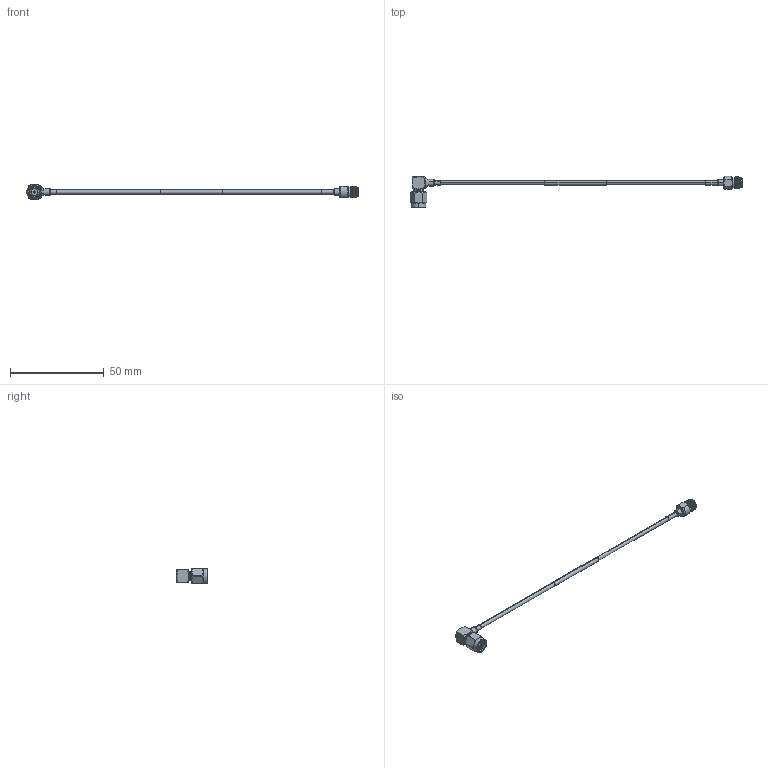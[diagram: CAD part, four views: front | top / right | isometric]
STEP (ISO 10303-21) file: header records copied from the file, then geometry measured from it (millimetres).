
FILE_DESCRIPTION (( 'STEP AP214' ), '1' );
FILE_NAME ('FMC00658_3D.step', '2023-02-23T03:01:28', ( '' ), ( '' ), 'SwSTEP 2.0', 'SolidWorks 2022', '' );
FILE_SCHEMA (( 'AUTOMOTIVE_DESIGN' ));
Length unit declared in the file: inch
Products named in the file (6): FMC00658_3D; heat shrink conn 1^FMC00658_conn 1; FM-SR086TB^FMC00658; SC3519A; SC7027^FMC00658; heat shrink conn 2^FMC00658
Assembly tree (5 placements, depth 2):
  FMC00658_3D
    FM-SR086TB^FMC00658
    SC7027^FMC00658
    SC3519A
    heat shrink conn 1^FMC00658_conn 1
    heat shrink conn 2^FMC00658
Bounding box: 177.5 x 16.84 x 7.94 mm (x, y, z)
Volume: 1565.8 mm3; surface area: 3080.9 mm2
Topology: 8 solids, 8 shells, 334 faces, 832 edges, 530 vertices
Faces by surface type: plane 165, cylinder 90, cone 55, torus 18, bspline 6
Entity records: 13403 total; most frequent: CARTESIAN_POINT 4550, ORIENTED_EDGE 1660, DIRECTION 1625, EDGE_CURVE 830, AXIS2_PLACEMENT_3D 560, VERTEX_POINT 530, VECTOR 505, LINE 505
